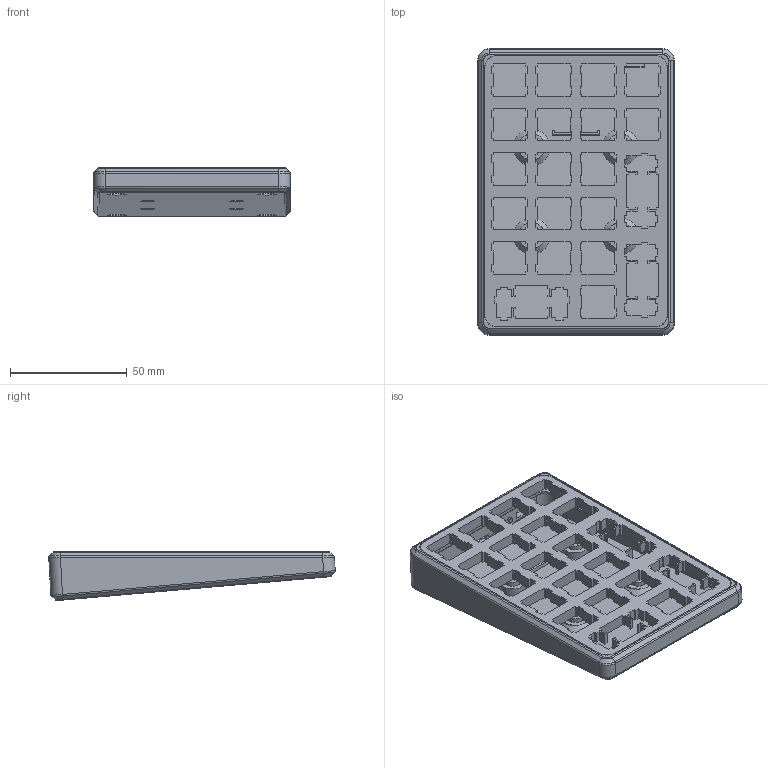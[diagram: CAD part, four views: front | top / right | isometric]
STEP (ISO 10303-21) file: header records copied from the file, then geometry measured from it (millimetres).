
FILE_DESCRIPTION(/* description */ ('STEP AP242','CAx-IF Rec.Pracs.---Representation and Presentation of Product Manufacturing Information (PMI)---4.0---2014-10-13','CAx-IF Rec.Pracs.---3D Tessellated Geometry---0.4---2014-09-14','2;1'),/* implementation_level */ '2;1');
FILE_NAME(/* name */ '685d64be52f992782461f3e3',/* time_stamp */ '2025-06-26T15:18:25Z',/* author */ (''),/* organization */ (''),/* preprocessor_version */ 'ST-DEVELOPER v20',/* originating_system */ 'ONSHAPE BY PTC INC, 1.199',/* authorisation */ ' ');
FILE_SCHEMA (('AP242_MANAGED_MODEL_BASED_3D_ENGINEERING_MIM_LF { 1 0 10303 442 1 1 4 }'));
Length unit declared in the file: metre
Products named in the file (3): NumPad01-Case03; Plate; Box
Assembly tree (2 placements, depth 2):
  NumPad01-Case03
    Plate
    Box
Bounding box: 84.4 x 122.91 x 21.08 mm (x, y, z)
Volume: 68340.2 mm3; surface area: 51269.5 mm2
Topology: 2 solids, 2 shells, 718 faces, 2027 edges, 1337 vertices
Faces by surface type: plane 628, cylinder 62, bspline 28
Full cylindrical faces by diameter (mm): 2 x2, 3.3 x4, 4.2 x4, 6 x4, 7 x4, 8.5 x4, 11.219 x2
Entity records: 23965 total; most frequent: CARTESIAN_POINT 5570, ORIENTED_EDGE 3984, DIRECTION 3370, EDGE_CURVE 1992, LINE 1812, VECTOR 1812, VERTEX_POINT 1330, EDGE_LOOP 824
